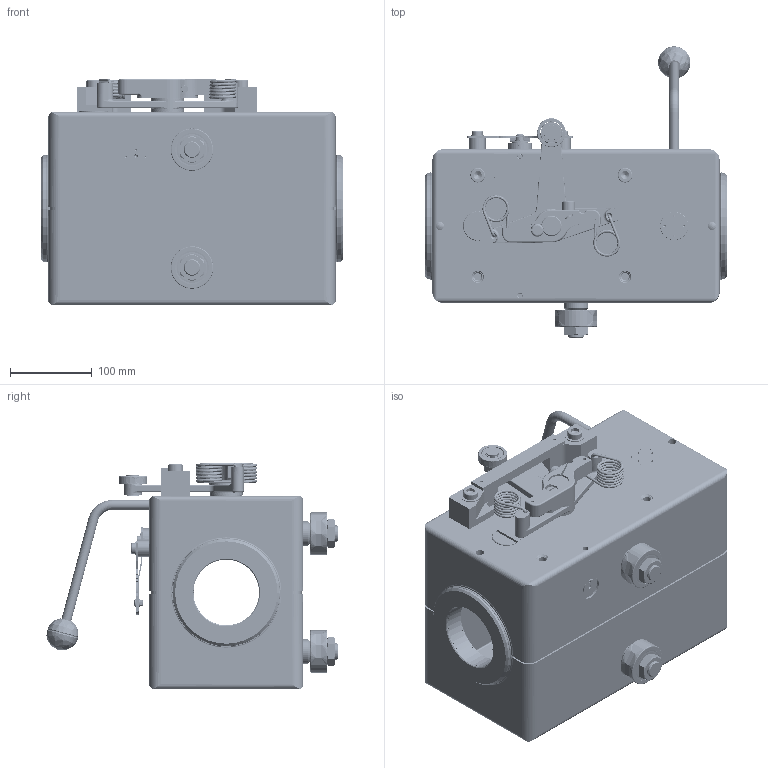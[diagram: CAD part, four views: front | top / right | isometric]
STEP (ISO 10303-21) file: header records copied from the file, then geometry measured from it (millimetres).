
FILE_DESCRIPTION (( 'STEP AP214' ), '1' );
FILE_NAME ('RG4-80-0MCRF Drehrichtung rechts.STEP', '2019-10-18T07:30:19', ( '' ), ( '' ), 'SwSTEP 2.0', 'SolidWorks 2019', '' );
FILE_SCHEMA (( 'AUTOMOTIVE_DESIGN' ));
Length unit declared in the file: millimetre
Products named in the file (1): RG4-80-0MCRF Drehrichtung rechts
Bounding box: 367.8 x 355.67 x 276.4 mm (x, y, z)
Volume: 5893112 mm3; surface area: 1284950.6 mm2
Topology: 149 solids, 149 shells, 5108 faces, 12693 edges, 7736 vertices
Faces by surface type: plane 1865, cylinder 1708, bspline 561, cone 454, torus 332, sphere 188
Entity records: 236446 total; most frequent: CARTESIAN_POINT 60376, ORIENTED_EDGE 24658, DIRECTION 24596, EDGE_CURVE 12329, AXIS2_PLACEMENT_3D 9254, VERTEX_POINT 7736, VECTOR 6088, LINE 6088
